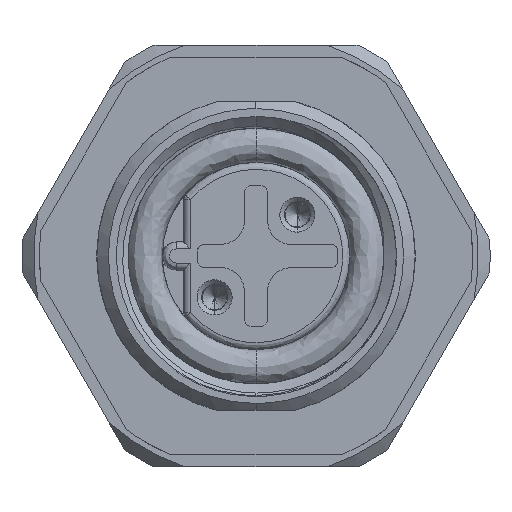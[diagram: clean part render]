
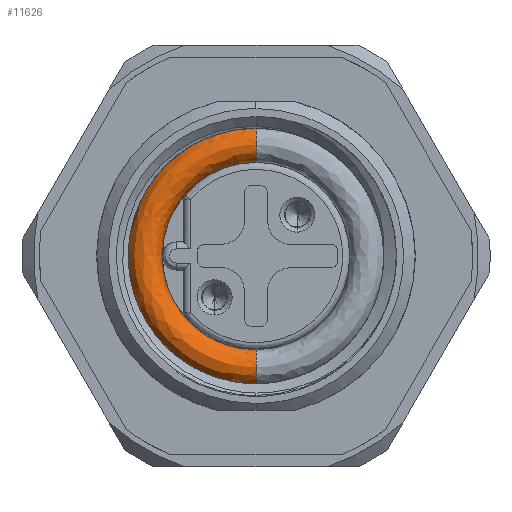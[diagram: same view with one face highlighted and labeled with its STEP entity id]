
A CAD part, left-side view. The second image highlights one B-rep face of the part: STEP entity #11626.
In plain terms, the highlighted free-form (B-spline) face has degree [3, 3] with [4, 4] control points.
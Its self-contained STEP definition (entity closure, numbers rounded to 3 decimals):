
#132 = CARTESIAN_POINT ( 'NONE',  ( -14.55, 0., -10.6 ) ) ;
#1577 = VERTEX_POINT ( 'NONE', #2388 ) ;
#1975 = VERTEX_POINT ( 'NONE', #11973 ) ;
#2060 = DIRECTION ( 'NONE',  ( 0., 0., -1. ) ) ;
#2350 = DIRECTION ( 'NONE',  ( 0., 0., -1. ) ) ;
#2388 = CARTESIAN_POINT ( 'NONE',  ( -13.05, 0., -12.1 ) ) ;
#2441 = ORIENTED_EDGE ( 'NONE', *, *, #12572, .F. ) ;
#2675 = CARTESIAN_POINT ( 'NONE',  ( -13.05, 0., -10.6 ) ) ;
#2771 = DIRECTION ( 'NONE',  ( 0., -1., 0. ) ) ;
#3148 = CARTESIAN_POINT ( 'NONE',  ( -14.55, 0., -12.1 ) ) ;
#3405 = AXIS2_PLACEMENT_3D ( 'NONE', #7832, #2771, #9360 ) ;
#3601 = AXIS2_PLACEMENT_3D ( 'NONE', #17136, #13782, #2350 ) ;
#4553 = CARTESIAN_POINT ( 'NONE',  ( -13.05, 8., -2.6 ) ) ;
#4760 = CARTESIAN_POINT ( 'NONE',  ( -13.05, 0., -1.1 ) ) ;
#5847 = DIRECTION ( 'NONE',  ( 1., 0., 0. ) ) ;
#6264 = CIRCLE ( 'NONE', #13866, 0.75 ) ;
#6598 = CIRCLE ( 'NONE', #19683, 4. ) ;
#7327 = VERTEX_POINT ( 'NONE', #2675 ) ;
#7832 = CARTESIAN_POINT ( 'NONE',  ( -13.05, 0., -1.85 ) ) ;
#7903 = FACE_OUTER_BOUND ( 'NONE', #20847, .T. ) ;
#7935 = ORIENTED_EDGE ( 'NONE', *, *, #17300, .T. ) ;
#8322 = CARTESIAN_POINT ( 'NONE',  ( -14.55, 11., -1.1 ) ) ;
#8427 =( BOUNDED_SURFACE ( )  B_SPLINE_SURFACE ( 3, 3, ( 
 ( #16542, #21254, #21148, #4760 ),
 ( #3148, #14486, #8322, #13071 ),
 ( #132, #12962, #17939, #9635 ),
 ( #19645, #13288, #4553, #16224 ) ),
 .UNSPECIFIED., .F., .F., .F. ) 
 B_SPLINE_SURFACE_WITH_KNOTS ( ( 4, 4 ),
 ( 4, 4 ),
 ( 0., 1. ),
 ( 0., 1. ),
 .UNSPECIFIED. ) 
 GEOMETRIC_REPRESENTATION_ITEM ( )  RATIONAL_B_SPLINE_SURFACE ( (
 ( 1., 0.333, 0.333, 1.),
 ( 0.333, 0.111, 0.111, 0.333),
 ( 0.333, 0.111, 0.111, 0.333),
 ( 1., 0.333, 0.333, 1.) ) ) 
 REPRESENTATION_ITEM ( '' )  SURFACE ( )  );
#9360 = DIRECTION ( 'NONE',  ( 0., 0., 1. ) ) ;
#9635 = CARTESIAN_POINT ( 'NONE',  ( -14.55, 0., -2.6 ) ) ;
#11353 = ORIENTED_EDGE ( 'NONE', *, *, #14266, .F. ) ;
#11626 = ADVANCED_FACE ( 'NONE', ( #7903 ), #8427, .T. ) ;
#11661 = CIRCLE ( 'NONE', #3405, 0.75 ) ;
#11973 = CARTESIAN_POINT ( 'NONE',  ( -13.05, 0., -2.6 ) ) ;
#12572 = EDGE_CURVE ( 'NONE', #14730, #1975, #11661, .T. ) ;
#12962 = CARTESIAN_POINT ( 'NONE',  ( -14.55, 8., -10.6 ) ) ;
#13071 = CARTESIAN_POINT ( 'NONE',  ( -14.55, 0., -1.1 ) ) ;
#13288 = CARTESIAN_POINT ( 'NONE',  ( -13.05, 8., -10.6 ) ) ;
#13782 = DIRECTION ( 'NONE',  ( 1., 0., 0. ) ) ;
#13817 = DIRECTION ( 'NONE',  ( 0., 1., 0. ) ) ;
#13866 = AXIS2_PLACEMENT_3D ( 'NONE', #20385, #13817, #2060 ) ;
#13938 = CIRCLE ( 'NONE', #3601, 5.5 ) ;
#14266 = EDGE_CURVE ( 'NONE', #1577, #14730, #13938, .T. ) ;
#14486 = CARTESIAN_POINT ( 'NONE',  ( -14.55, 11., -12.1 ) ) ;
#14730 = VERTEX_POINT ( 'NONE', #16419 ) ;
#16224 = CARTESIAN_POINT ( 'NONE',  ( -13.05, 0., -2.6 ) ) ;
#16419 = CARTESIAN_POINT ( 'NONE',  ( -13.05, 0., -1.1 ) ) ;
#16542 = CARTESIAN_POINT ( 'NONE',  ( -13.05, 0., -12.1 ) ) ;
#17136 = CARTESIAN_POINT ( 'NONE',  ( -13.05, 0., -6.6 ) ) ;
#17300 = EDGE_CURVE ( 'NONE', #7327, #1975, #6598, .T. ) ;
#17589 = EDGE_CURVE ( 'NONE', #1577, #7327, #6264, .T. ) ;
#17712 = CARTESIAN_POINT ( 'NONE',  ( -13.05, 0., -6.6 ) ) ;
#17922 = DIRECTION ( 'NONE',  ( 0., 0., -1. ) ) ;
#17939 = CARTESIAN_POINT ( 'NONE',  ( -14.55, 8., -2.6 ) ) ;
#19048 = ORIENTED_EDGE ( 'NONE', *, *, #17589, .T. ) ;
#19645 = CARTESIAN_POINT ( 'NONE',  ( -13.05, 0., -10.6 ) ) ;
#19683 = AXIS2_PLACEMENT_3D ( 'NONE', #17712, #5847, #17922 ) ;
#20385 = CARTESIAN_POINT ( 'NONE',  ( -13.05, 0., -11.35 ) ) ;
#20847 = EDGE_LOOP ( 'NONE', ( #2441, #11353, #19048, #7935 ) ) ;
#21148 = CARTESIAN_POINT ( 'NONE',  ( -13.05, 11., -1.1 ) ) ;
#21254 = CARTESIAN_POINT ( 'NONE',  ( -13.05, 11., -12.1 ) ) ;
